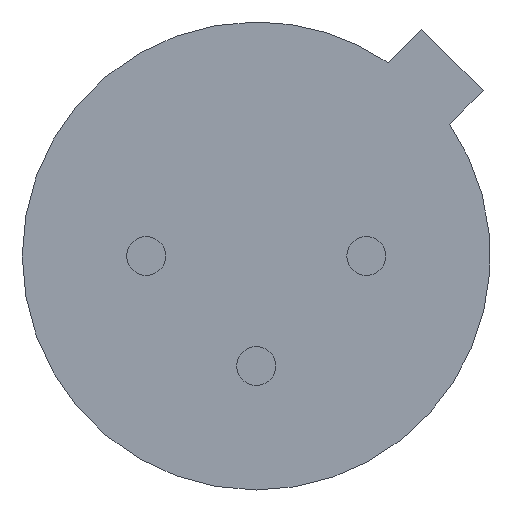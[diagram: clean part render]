
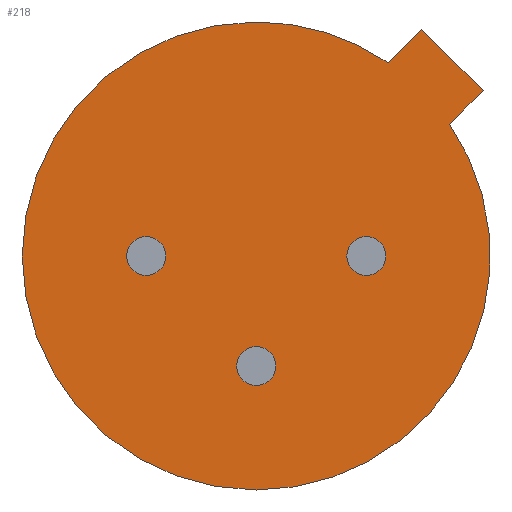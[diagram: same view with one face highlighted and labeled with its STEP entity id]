
A CAD part, front view. The second image highlights one B-rep face of the part: STEP entity #218.
In plain terms, the highlighted planar face has unit normal (0, -1, 0).
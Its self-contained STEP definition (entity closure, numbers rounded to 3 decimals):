
#110 = ORIENTED_EDGE ( 'NONE', *, *, #111, .T. ) ;
#111 = EDGE_CURVE ( 'NONE', #113, #112, #583, .T. ) ;
#112 = VERTEX_POINT ( 'NONE', #577 ) ;
#113 = VERTEX_POINT ( 'NONE', #600 ) ;
#140 = VERTEX_POINT ( 'NONE', #683 ) ;
#142 = VERTEX_POINT ( 'NONE', #721 ) ;
#149 = VERTEX_POINT ( 'NONE', #705 ) ;
#151 = EDGE_CURVE ( 'NONE', #142, #149, #700, .T. ) ;
#162 = VERTEX_POINT ( 'NONE', #732 ) ;
#164 = VERTEX_POINT ( 'NONE', #731 ) ;
#169 = EDGE_CURVE ( 'NONE', #164, #162, #737, .T. ) ;
#178 = VERTEX_POINT ( 'NONE', #821 ) ;
#183 = EDGE_CURVE ( 'NONE', #178, #140, #788, .T. ) ;
#187 = VERTEX_POINT ( 'NONE', #773 ) ;
#207 = VERTEX_POINT ( 'NONE', #889 ) ;
#208 = EDGE_LOOP ( 'NONE', ( #210, #276, #209, #257, #260, #256 ) ) ;
#209 = ORIENTED_EDGE ( 'NONE', *, *, #211, .T. ) ;
#210 = ORIENTED_EDGE ( 'NONE', *, *, #183, .T. ) ;
#211 = EDGE_CURVE ( 'NONE', #187, #273, #882, .T. ) ;
#212 = VERTEX_POINT ( 'NONE', #899 ) ;
#218 = ADVANCED_FACE ( 'NONE', ( #877, #919, #918, #927 ), #920, .F. ) ;
#227 = EDGE_LOOP ( 'NONE', ( #110, #267 ) ) ;
#240 = EDGE_CURVE ( 'NONE', #140, #187, #1007, .T. ) ;
#254 = EDGE_CURVE ( 'NONE', #273, #207, #1087, .T. ) ;
#256 = ORIENTED_EDGE ( 'NONE', *, *, #261, .T. ) ;
#257 = ORIENTED_EDGE ( 'NONE', *, *, #254, .T. ) ;
#258 = EDGE_CURVE ( 'NONE', #207, #212, #1040, .T. ) ;
#260 = ORIENTED_EDGE ( 'NONE', *, *, #258, .T. ) ;
#261 = EDGE_CURVE ( 'NONE', #212, #178, #1075, .T. ) ;
#262 = EDGE_CURVE ( 'NONE', #162, #164, #1081, .T. ) ;
#264 = ORIENTED_EDGE ( 'NONE', *, *, #262, .F. ) ;
#266 = ORIENTED_EDGE ( 'NONE', *, *, #169, .F. ) ;
#267 = ORIENTED_EDGE ( 'NONE', *, *, #269, .T. ) ;
#268 = EDGE_LOOP ( 'NONE', ( #275, #274 ) ) ;
#269 = EDGE_CURVE ( 'NONE', #112, #113, #1080, .T. ) ;
#270 = EDGE_CURVE ( 'NONE', #149, #142, #1111, .T. ) ;
#272 = EDGE_LOOP ( 'NONE', ( #264, #266 ) ) ;
#273 = VERTEX_POINT ( 'NONE', #1069 ) ;
#274 = ORIENTED_EDGE ( 'NONE', *, *, #151, .F. ) ;
#275 = ORIENTED_EDGE ( 'NONE', *, *, #270, .F. ) ;
#276 = ORIENTED_EDGE ( 'NONE', *, *, #240, .T. ) ;
#577 = CARTESIAN_POINT ( 'NONE',  ( 1.27, 0., -0.225 ) ) ;
#583 = CIRCLE ( 'NONE', #589, 0.225 ) ;
#589 = AXIS2_PLACEMENT_3D ( 'NONE', #624, #623, #622 ) ;
#600 = CARTESIAN_POINT ( 'NONE',  ( 1.27, 0., 0.225 ) ) ;
#622 = DIRECTION ( 'NONE',  ( 0., 0., -1. ) ) ;
#623 = DIRECTION ( 'NONE',  ( 0., 1., 0. ) ) ;
#624 = CARTESIAN_POINT ( 'NONE',  ( 1.27, 0., 0. ) ) ;
#683 = CARTESIAN_POINT ( 'NONE',  ( 0., 0., 2.7 ) ) ;
#700 = CIRCLE ( 'NONE', #710, 0.225 ) ;
#705 = CARTESIAN_POINT ( 'NONE',  ( -1.27, 0., 0.225 ) ) ;
#710 = AXIS2_PLACEMENT_3D ( 'NONE', #750, #749, #748 ) ;
#721 = CARTESIAN_POINT ( 'NONE',  ( -1.27, 0., -0.225 ) ) ;
#731 = CARTESIAN_POINT ( 'NONE',  ( 0., 0., -1.495 ) ) ;
#732 = CARTESIAN_POINT ( 'NONE',  ( 0., 0., -1.045 ) ) ;
#736 = AXIS2_PLACEMENT_3D ( 'NONE', #772, #771, #770 ) ;
#737 = CIRCLE ( 'NONE', #736, 0.225 ) ;
#748 = DIRECTION ( 'NONE',  ( 0., 0., 1. ) ) ;
#749 = DIRECTION ( 'NONE',  ( 0., -1., 0. ) ) ;
#750 = CARTESIAN_POINT ( 'NONE',  ( -1.27, 0., 0. ) ) ;
#770 = DIRECTION ( 'NONE',  ( 0., 0., 1. ) ) ;
#771 = DIRECTION ( 'NONE',  ( 0., -1., 0. ) ) ;
#772 = CARTESIAN_POINT ( 'NONE',  ( 0., 0., -1.27 ) ) ;
#773 = CARTESIAN_POINT ( 'NONE',  ( 0., 0., -2.7 ) ) ;
#788 = CIRCLE ( 'NONE', #815, 2.7 ) ;
#812 = DIRECTION ( 'NONE',  ( 0., 0., -1. ) ) ;
#813 = DIRECTION ( 'NONE',  ( 0., -1., 0. ) ) ;
#814 = CARTESIAN_POINT ( 'NONE',  ( 0., 0., 0. ) ) ;
#815 = AXIS2_PLACEMENT_3D ( 'NONE', #814, #813, #812 ) ;
#821 = CARTESIAN_POINT ( 'NONE',  ( 1.52, 0., 2.231 ) ) ;
#877 = FACE_BOUND ( 'NONE', #227, .T. ) ;
#878 = DIRECTION ( 'NONE',  ( 0., 0., -1. ) ) ;
#879 = DIRECTION ( 'NONE',  ( 0., -1., 0. ) ) ;
#880 = CARTESIAN_POINT ( 'NONE',  ( 0., 0., 0. ) ) ;
#881 = AXIS2_PLACEMENT_3D ( 'NONE', #880, #879, #878 ) ;
#882 = CIRCLE ( 'NONE', #881, 2.7 ) ;
#889 = CARTESIAN_POINT ( 'NONE',  ( 2.618, 0., 1.907 ) ) ;
#898 = AXIS2_PLACEMENT_3D ( 'NONE', #926, #957, #956 ) ;
#899 = CARTESIAN_POINT ( 'NONE',  ( 1.907, 0., 2.618 ) ) ;
#918 = FACE_OUTER_BOUND ( 'NONE', #208, .T. ) ;
#919 = FACE_BOUND ( 'NONE', #268, .T. ) ;
#920 = PLANE ( 'NONE',  #898 ) ;
#926 = CARTESIAN_POINT ( 'NONE',  ( 2.7, 0., 0. ) ) ;
#927 = FACE_BOUND ( 'NONE', #272, .T. ) ;
#956 = DIRECTION ( 'NONE',  ( 0., 0., 1. ) ) ;
#957 = DIRECTION ( 'NONE',  ( 0., 1., 0. ) ) ;
#989 = DIRECTION ( 'NONE',  ( 0., 0., -1. ) ) ;
#990 = DIRECTION ( 'NONE',  ( 0., -1., 0. ) ) ;
#991 = CARTESIAN_POINT ( 'NONE',  ( 0., 0., 0. ) ) ;
#1000 = AXIS2_PLACEMENT_3D ( 'NONE', #991, #990, #989 ) ;
#1007 = CIRCLE ( 'NONE', #1000, 2.7 ) ;
#1039 = CARTESIAN_POINT ( 'NONE',  ( 1.907, 0., 2.618 ) ) ;
#1040 = LINE ( 'NONE', #1039, #1083 ) ;
#1043 = CARTESIAN_POINT ( 'NONE',  ( 0., 0., -1.27 ) ) ;
#1061 = DIRECTION ( 'NONE',  ( 0., 0., -1. ) ) ;
#1062 = DIRECTION ( 'NONE',  ( 0., 1., 0. ) ) ;
#1063 = CARTESIAN_POINT ( 'NONE',  ( 1.27, 0., 0. ) ) ;
#1064 = AXIS2_PLACEMENT_3D ( 'NONE', #1063, #1062, #1061 ) ;
#1066 = AXIS2_PLACEMENT_3D ( 'NONE', #1071, #1110, #1109 ) ;
#1067 = DIRECTION ( 'NONE',  ( 0., 0., 1. ) ) ;
#1068 = DIRECTION ( 'NONE',  ( 0., -1., 0. ) ) ;
#1069 = CARTESIAN_POINT ( 'NONE',  ( 2.231, 0., 1.52 ) ) ;
#1071 = CARTESIAN_POINT ( 'NONE',  ( -1.27, 0., 0. ) ) ;
#1072 = DIRECTION ( 'NONE',  ( -0.707, 0., -0.707 ) ) ;
#1073 = VECTOR ( 'NONE', #1072, 1000. ) ;
#1074 = CARTESIAN_POINT ( 'NONE',  ( 1.52, 0., 2.231 ) ) ;
#1075 = LINE ( 'NONE', #1074, #1073 ) ;
#1079 = AXIS2_PLACEMENT_3D ( 'NONE', #1043, #1068, #1067 ) ;
#1080 = CIRCLE ( 'NONE', #1064, 0.225 ) ;
#1081 = CIRCLE ( 'NONE', #1079, 0.225 ) ;
#1082 = DIRECTION ( 'NONE',  ( -0.707, 0., 0.707 ) ) ;
#1083 = VECTOR ( 'NONE', #1082, 1000. ) ;
#1084 = DIRECTION ( 'NONE',  ( 0.707, 0., 0.707 ) ) ;
#1085 = VECTOR ( 'NONE', #1084, 1000. ) ;
#1086 = CARTESIAN_POINT ( 'NONE',  ( 2.231, 0., 1.52 ) ) ;
#1087 = LINE ( 'NONE', #1086, #1085 ) ;
#1109 = DIRECTION ( 'NONE',  ( 0., 0., 1. ) ) ;
#1110 = DIRECTION ( 'NONE',  ( 0., -1., 0. ) ) ;
#1111 = CIRCLE ( 'NONE', #1066, 0.225 ) ;
